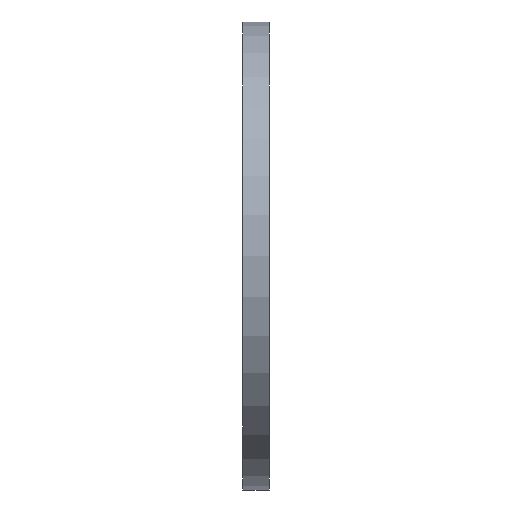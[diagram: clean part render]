
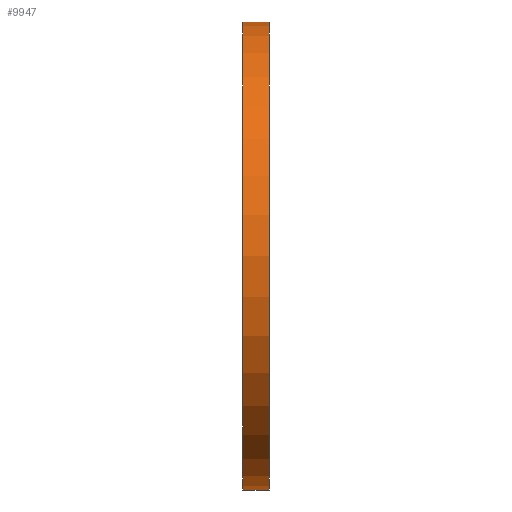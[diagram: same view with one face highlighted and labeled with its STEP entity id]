
A CAD part, left-side view. The second image highlights one B-rep face of the part: STEP entity #9947.
In plain terms, the highlighted cylindrical face has radius 35 mm (diameter 70 mm), a partial arc.
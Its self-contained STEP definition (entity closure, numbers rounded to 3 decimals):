
#161 = VERTEX_POINT ( 'NONE', #5002 ) ;
#611 = VECTOR ( 'NONE', #12524, 1000. ) ;
#657 = CARTESIAN_POINT ( 'NONE',  ( 0., 0., 0. ) ) ;
#900 = DIRECTION ( 'NONE',  ( 0., -1., 0. ) ) ;
#1477 = DIRECTION ( 'NONE',  ( 0., -1., 0. ) ) ;
#1506 = ORIENTED_EDGE ( 'NONE', *, *, #10974, .F. ) ;
#2483 = CIRCLE ( 'NONE', #9436, 35. ) ;
#3022 = CYLINDRICAL_SURFACE ( 'NONE', #3934, 35. ) ;
#3934 = AXIS2_PLACEMENT_3D ( 'NONE', #7569, #900, #6653 ) ;
#3979 = EDGE_CURVE ( 'NONE', #10005, #9340, #9361, .T. ) ;
#5002 = CARTESIAN_POINT ( 'NONE',  ( 0., 4., 35. ) ) ;
#5604 = DIRECTION ( 'NONE',  ( 0., 1., 0. ) ) ;
#5651 = CARTESIAN_POINT ( 'NONE',  ( 0., 0., -35. ) ) ;
#5867 = FACE_OUTER_BOUND ( 'NONE', #11810, .T. ) ;
#5946 = CARTESIAN_POINT ( 'NONE',  ( 0., 4., 35. ) ) ;
#6653 = DIRECTION ( 'NONE',  ( 0., 0., -1. ) ) ;
#7569 = CARTESIAN_POINT ( 'NONE',  ( 0., 4., 0. ) ) ;
#8308 = CARTESIAN_POINT ( 'NONE',  ( 0., 4., -35. ) ) ;
#9340 = VERTEX_POINT ( 'NONE', #12558 ) ;
#9361 = CIRCLE ( 'NONE', #9949, 35. ) ;
#9436 = AXIS2_PLACEMENT_3D ( 'NONE', #11115, #5604, #10376 ) ;
#9779 = VECTOR ( 'NONE', #1477, 1000. ) ;
#9947 = ADVANCED_FACE ( 'NONE', ( #5867 ), #3022, .T. ) ;
#9949 = AXIS2_PLACEMENT_3D ( 'NONE', #657, #14005, #13913 ) ;
#10005 = VERTEX_POINT ( 'NONE', #5651 ) ;
#10014 = ORIENTED_EDGE ( 'NONE', *, *, #3979, .T. ) ;
#10376 = DIRECTION ( 'NONE',  ( 0., 0., 1. ) ) ;
#10974 = EDGE_CURVE ( 'NONE', #161, #9340, #12437, .T. ) ;
#11115 = CARTESIAN_POINT ( 'NONE',  ( 0., 4., 0. ) ) ;
#11276 = CARTESIAN_POINT ( 'NONE',  ( 0., 4., -35. ) ) ;
#11810 = EDGE_LOOP ( 'NONE', ( #1506, #13147, #13842, #10014 ) ) ;
#12378 = EDGE_CURVE ( 'NONE', #13570, #161, #2483, .T. ) ;
#12437 = LINE ( 'NONE', #5946, #611 ) ;
#12524 = DIRECTION ( 'NONE',  ( 0., -1., 0. ) ) ;
#12558 = CARTESIAN_POINT ( 'NONE',  ( 0., 0., 35. ) ) ;
#12749 = LINE ( 'NONE', #8308, #9779 ) ;
#13147 = ORIENTED_EDGE ( 'NONE', *, *, #12378, .F. ) ;
#13570 = VERTEX_POINT ( 'NONE', #11276 ) ;
#13644 = EDGE_CURVE ( 'NONE', #13570, #10005, #12749, .T. ) ;
#13842 = ORIENTED_EDGE ( 'NONE', *, *, #13644, .T. ) ;
#13913 = DIRECTION ( 'NONE',  ( 0., 0., 1. ) ) ;
#14005 = DIRECTION ( 'NONE',  ( 0., 1., 0. ) ) ;
